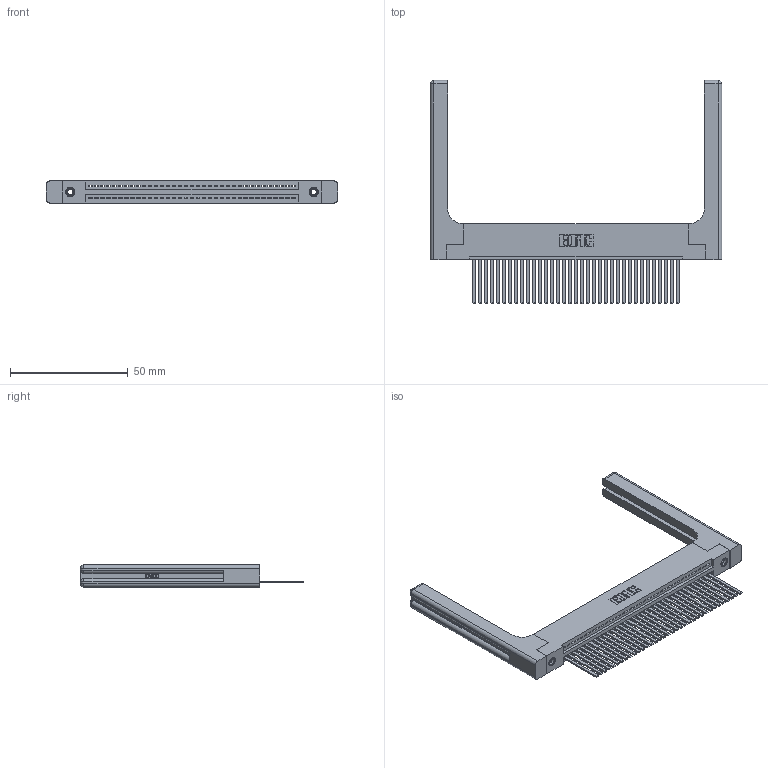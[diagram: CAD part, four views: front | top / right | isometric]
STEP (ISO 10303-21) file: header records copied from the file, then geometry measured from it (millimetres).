
FILE_DESCRIPTION (( 'STEP AP203' ), '1' );
FILE_NAME ('345-035-544-158.STEP', '2019-10-07T21:37:59', ( '' ), ( '' ), 'SwSTEP 2.0', 'SolidWorks 2016', '' );
FILE_SCHEMA (( 'CONFIG_CONTROL_DESIGN' ));
Length unit declared in the file: inch
Products named in the file (5): 345 Part_Flush Mounting Lugs - 0.156 Dia-TH; 345-292-001_345-293-144; 345-220-058_345-220-058; 345-250-001_345-250-001-102; 345-035-544-158
Assembly tree (40 placements, depth 2):
  345-035-544-158
    345 Part_Flush Mounting Lugs - 0.156 Dia-TH
    345-292-001_345-293-144  x35
    345-250-001_345-250-001-102  x2
    345-220-058_345-220-058  x2
Bounding box: 123.93 x 94.92 x 9.4 mm (x, y, z)
Volume: 20623.6 mm3; surface area: 22532 mm2
Topology: 40 solids, 40 shells, 2202 faces, 6537 edges, 4290 vertices
Faces by surface type: plane 1488, cylinder 654, bspline 36, cone 12, sphere 8, torus 4
Entity records: 32282 total; most frequent: CARTESIAN_POINT 6562, ORIENTED_EDGE 5328, DIRECTION 4686, EDGE_CURVE 2664, VECTOR 2304, LINE 2304, VERTEX_POINT 1766, AXIS2_PLACEMENT_3D 1191
